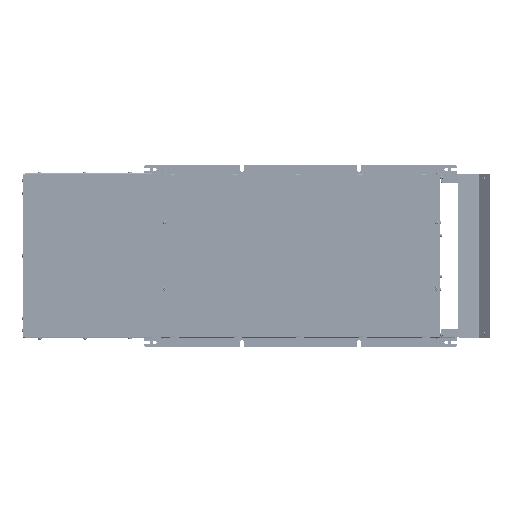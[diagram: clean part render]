
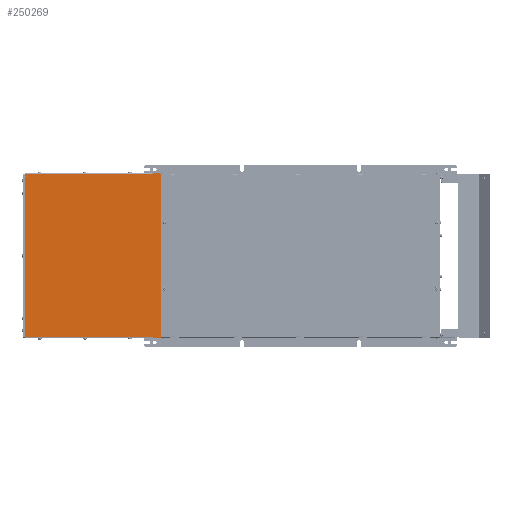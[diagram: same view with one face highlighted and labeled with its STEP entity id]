
A CAD part, top view. The second image highlights one B-rep face of the part: STEP entity #250269.
In plain terms, the highlighted planar face has unit normal (0, 0, 1).
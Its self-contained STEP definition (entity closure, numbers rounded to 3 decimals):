
#5708=PLANE('',#266730);
#23334=FACE_OUTER_BOUND('',#37212,.T.);
#37212=EDGE_LOOP('',(#178760,#178761,#178762,#178763,#178764,#178765,#178766,
#178767,#178768,#178769,#178770,#178771,#178772,#178773,#178774,#178775,
#178776,#178777,#178778,#178779,#178780,#178781));
#54177=CIRCLE('',#266685,3.);
#54178=CIRCLE('',#266688,3.);
#64254=LINE('',#369608,#87677);
#64264=LINE('',#369638,#87687);
#64341=LINE('',#369799,#87764);
#64352=LINE('',#369826,#87775);
#64354=LINE('',#369831,#87777);
#64357=LINE('',#369835,#87780);
#64358=LINE('',#369838,#87781);
#64359=LINE('',#369840,#87782);
#64360=LINE('',#369842,#87783);
#64361=LINE('',#369843,#87784);
#64362=LINE('',#369845,#87785);
#64363=LINE('',#369846,#87786);
#64364=LINE('',#369848,#87787);
#64365=LINE('',#369850,#87788);
#64366=LINE('',#369851,#87789);
#64367=LINE('',#369853,#87790);
#64368=LINE('',#369855,#87791);
#64369=LINE('',#369857,#87792);
#64370=LINE('',#369859,#87793);
#64371=LINE('',#369860,#87794);
#87677=VECTOR('',#296966,10.);
#87687=VECTOR('',#297004,10.);
#87764=VECTOR('',#297141,10.);
#87775=VECTOR('',#297174,10.);
#87777=VECTOR('',#297178,10.);
#87780=VECTOR('',#297183,10.);
#87781=VECTOR('',#297186,10.);
#87782=VECTOR('',#297187,10.);
#87783=VECTOR('',#297188,10.);
#87784=VECTOR('',#297189,10.);
#87785=VECTOR('',#297190,10.);
#87786=VECTOR('',#297191,10.);
#87787=VECTOR('',#297192,10.);
#87788=VECTOR('',#297193,10.);
#87789=VECTOR('',#297194,10.);
#87790=VECTOR('',#297195,10.);
#87791=VECTOR('',#297196,10.);
#87792=VECTOR('',#297197,10.);
#87793=VECTOR('',#297198,10.);
#87794=VECTOR('',#297199,10.);
#112670=VERTEX_POINT('',#369273);
#112823=VERTEX_POINT('',#369605);
#112824=VERTEX_POINT('',#369607);
#112828=VERTEX_POINT('',#369631);
#112829=VERTEX_POINT('',#369633);
#112830=VERTEX_POINT('',#369637);
#112831=VERTEX_POINT('',#369641);
#112883=VERTEX_POINT('',#369796);
#112884=VERTEX_POINT('',#369798);
#112889=VERTEX_POINT('',#369825);
#112890=VERTEX_POINT('',#369829);
#112891=VERTEX_POINT('',#369830);
#112892=VERTEX_POINT('',#369837);
#112893=VERTEX_POINT('',#369839);
#112894=VERTEX_POINT('',#369841);
#112895=VERTEX_POINT('',#369844);
#112896=VERTEX_POINT('',#369847);
#112897=VERTEX_POINT('',#369849);
#112898=VERTEX_POINT('',#369852);
#112899=VERTEX_POINT('',#369854);
#112900=VERTEX_POINT('',#369856);
#112901=VERTEX_POINT('',#369858);
#138220=EDGE_CURVE('',#112823,#112824,#64254,.T.);
#138234=EDGE_CURVE('',#112828,#112829,#54177,.T.);
#138236=EDGE_CURVE('',#112829,#112830,#64264,.T.);
#138238=EDGE_CURVE('',#112830,#112831,#54178,.T.);
#138316=EDGE_CURVE('',#112884,#112883,#64341,.T.);
#138330=EDGE_CURVE('',#112889,#112884,#64352,.T.);
#138332=EDGE_CURVE('',#112890,#112891,#64354,.T.);
#138335=EDGE_CURVE('',#112891,#112889,#64357,.T.);
#138336=EDGE_CURVE('',#112892,#112828,#64358,.T.);
#138337=EDGE_CURVE('',#112892,#112893,#64359,.T.);
#138338=EDGE_CURVE('',#112893,#112894,#64360,.T.);
#138339=EDGE_CURVE('',#112894,#112670,#64361,.T.);
#138340=EDGE_CURVE('',#112670,#112895,#64362,.T.);
#138341=EDGE_CURVE('',#112890,#112895,#64363,.T.);
#138342=EDGE_CURVE('',#112883,#112896,#64364,.T.);
#138343=EDGE_CURVE('',#112896,#112897,#64365,.T.);
#138344=EDGE_CURVE('',#112897,#112824,#64366,.T.);
#138345=EDGE_CURVE('',#112823,#112898,#64367,.T.);
#138346=EDGE_CURVE('',#112898,#112899,#64368,.T.);
#138347=EDGE_CURVE('',#112899,#112900,#64369,.T.);
#138348=EDGE_CURVE('',#112900,#112901,#64370,.T.);
#138349=EDGE_CURVE('',#112831,#112901,#64371,.T.);
#178760=ORIENTED_EDGE('',*,*,#138234,.F.);
#178761=ORIENTED_EDGE('',*,*,#138336,.F.);
#178762=ORIENTED_EDGE('',*,*,#138337,.T.);
#178763=ORIENTED_EDGE('',*,*,#138338,.T.);
#178764=ORIENTED_EDGE('',*,*,#138339,.T.);
#178765=ORIENTED_EDGE('',*,*,#138340,.T.);
#178766=ORIENTED_EDGE('',*,*,#138341,.F.);
#178767=ORIENTED_EDGE('',*,*,#138332,.T.);
#178768=ORIENTED_EDGE('',*,*,#138335,.T.);
#178769=ORIENTED_EDGE('',*,*,#138330,.T.);
#178770=ORIENTED_EDGE('',*,*,#138316,.T.);
#178771=ORIENTED_EDGE('',*,*,#138342,.T.);
#178772=ORIENTED_EDGE('',*,*,#138343,.T.);
#178773=ORIENTED_EDGE('',*,*,#138344,.T.);
#178774=ORIENTED_EDGE('',*,*,#138220,.F.);
#178775=ORIENTED_EDGE('',*,*,#138345,.T.);
#178776=ORIENTED_EDGE('',*,*,#138346,.T.);
#178777=ORIENTED_EDGE('',*,*,#138347,.T.);
#178778=ORIENTED_EDGE('',*,*,#138348,.T.);
#178779=ORIENTED_EDGE('',*,*,#138349,.F.);
#178780=ORIENTED_EDGE('',*,*,#138238,.F.);
#178781=ORIENTED_EDGE('',*,*,#138236,.F.);
#250269=ADVANCED_FACE('',(#23334),#5708,.F.);
#266685=AXIS2_PLACEMENT_3D('',#369634,#296999,#297000);
#266688=AXIS2_PLACEMENT_3D('',#369642,#297008,#297009);
#266730=AXIS2_PLACEMENT_3D('',#369836,#297184,#297185);
#296966=DIRECTION('',(0.,1.,0.));
#296999=DIRECTION('center_axis',(0.,0.,
-1.));
#297000=DIRECTION('ref_axis',(0.707,0.707,0.));
#297004=DIRECTION('',(0.,-1.,0.));
#297008=DIRECTION('center_axis',(0.,0.,
-1.));
#297009=DIRECTION('ref_axis',(0.707,-0.707,0.));
#297141=DIRECTION('',(0.,-1.,0.));
#297174=DIRECTION('',(-1.,0.,0.));
#297178=DIRECTION('',(1.,0.,0.));
#297183=DIRECTION('',(0.,-1.,0.));
#297184=DIRECTION('center_axis',(0.,0.,
-1.));
#297185=DIRECTION('ref_axis',(0.,-1.,0.));
#297186=DIRECTION('',(1.,0.,0.));
#297187=DIRECTION('',(0.,-1.,0.));
#297188=DIRECTION('',(-1.,0.,0.));
#297189=DIRECTION('',(0.,1.,0.));
#297190=DIRECTION('',(-1.,0.,0.));
#297191=DIRECTION('',(0.,1.,0.));
#297192=DIRECTION('',(1.,0.,0.));
#297193=DIRECTION('',(0.,-1.,0.));
#297194=DIRECTION('',(-1.,0.,0.));
#297195=DIRECTION('',(1.,0.,0.));
#297196=DIRECTION('',(0.,1.,0.));
#297197=DIRECTION('',(1.,0.,0.));
#297198=DIRECTION('',(0.,-1.,0.));
#297199=DIRECTION('',(-1.,0.,0.));
#369273=CARTESIAN_POINT('',(14.066,301.159,-295.363));
#369605=CARTESIAN_POINT('',(-311.934,-116.841,-295.363));
#369607=CARTESIAN_POINT('',(-311.934,-110.841,-295.363));
#369608=CARTESIAN_POINT('',(-311.934,-118.841,-295.363));
#369631=CARTESIAN_POINT('',(34.066,303.159,-295.363));
#369633=CARTESIAN_POINT('',(37.066,300.159,-295.363));
#369634=CARTESIAN_POINT('Origin',(34.066,300.159,-295.363));
#369637=CARTESIAN_POINT('',(37.066,-115.841,-295.363));
#369638=CARTESIAN_POINT('',(37.066,303.159,-295.363));
#369641=CARTESIAN_POINT('',(34.066,-118.841,-295.363));
#369642=CARTESIAN_POINT('Origin',(34.066,-115.841,-295.363));
#369796=CARTESIAN_POINT('',(-309.934,-109.841,-295.363));
#369798=CARTESIAN_POINT('',(-309.934,294.159,-295.363));
#369799=CARTESIAN_POINT('',(-309.934,193.159,-295.363));
#369825=CARTESIAN_POINT('',(-309.434,294.159,-295.363));
#369826=CARTESIAN_POINT('',(-223.434,294.159,-295.363));
#369829=CARTESIAN_POINT('',(-311.934,295.159,-295.363));
#369830=CARTESIAN_POINT('',(-309.434,295.159,-295.363));
#369831=CARTESIAN_POINT('',(-224.684,295.159,-295.363));
#369835=CARTESIAN_POINT('',(-309.434,193.659,-295.363));
#369836=CARTESIAN_POINT('Origin',(-137.434,92.159,-295.363));
#369837=CARTESIAN_POINT('',(16.066,303.159,-295.363));
#369838=CARTESIAN_POINT('',(-311.934,303.159,-295.363));
#369839=CARTESIAN_POINT('',(16.066,300.159,-295.363));
#369840=CARTESIAN_POINT('',(16.066,197.659,-295.363));
#369841=CARTESIAN_POINT('',(14.066,300.159,-295.363));
#369842=CARTESIAN_POINT('',(-60.684,300.159,-295.363));
#369843=CARTESIAN_POINT('',(14.066,196.159,-295.363));
#369844=CARTESIAN_POINT('',(-311.934,301.159,-295.363));
#369845=CARTESIAN_POINT('',(-61.684,301.159,-295.363));
#369846=CARTESIAN_POINT('',(-311.934,-118.841,-295.363));
#369847=CARTESIAN_POINT('',(-309.434,-109.841,-295.363));
#369848=CARTESIAN_POINT('',(-224.684,-109.841,-295.363));
#369849=CARTESIAN_POINT('',(-309.434,-110.841,-295.363));
#369850=CARTESIAN_POINT('',(-309.434,-8.841,-295.363));
#369851=CARTESIAN_POINT('',(-223.434,-110.841,-295.363));
#369852=CARTESIAN_POINT('',(14.066,-116.841,-295.363));
#369853=CARTESIAN_POINT('',(-224.684,-116.841,-295.363));
#369854=CARTESIAN_POINT('',(14.066,-115.841,-295.363));
#369855=CARTESIAN_POINT('',(14.066,-13.341,-295.363));
#369856=CARTESIAN_POINT('',(16.066,-115.841,-295.363));
#369857=CARTESIAN_POINT('',(-61.684,-115.841,-295.363));
#369858=CARTESIAN_POINT('',(16.066,-118.841,-295.363));
#369859=CARTESIAN_POINT('',(16.066,-11.841,-295.363));
#369860=CARTESIAN_POINT('',(37.066,-118.841,-295.363));
